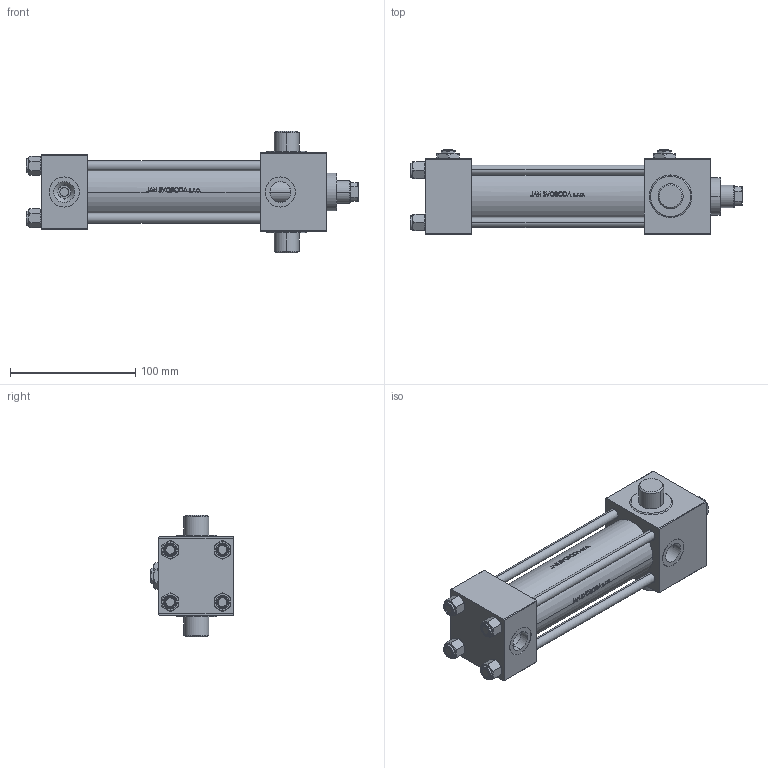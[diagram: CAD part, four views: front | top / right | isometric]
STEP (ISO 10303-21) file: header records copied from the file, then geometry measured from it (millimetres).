
FILE_DESCRIPTION (( 'STEP AP203' ), '1' );
FILE_NAME ('9447.STEP', '2022-04-16T05:14:21', ( '' ), ( '' ), 'SwSTEP 2.0', 'SolidWorks 2019', '' );
FILE_SCHEMA (( 'CONFIG_CONTROL_DESIGN' ));
Length unit declared in the file: millimetre
Products named in the file (7): V215_VC_A e6096496119e4b5eba2d6f9f4c5450b8; Zatka_pro_OIL_PORT e6096496119e4b5eba2d6f9f4c5450b8; 9447; V215CR_K_TYCINKA e6096496119e4b5eba2d6f9f4c5450b8; V215CR_K_Body e6096496119e4b5eba2d6f9f4c5450b8; NUT_M5_K e6096496119e4b5eba2d6f9f4c5450b8; V215CR_VCP_K e6096496119e4b5eba2d6f9f4c5450b8
Assembly tree (13 placements, depth 2):
  9447
    V215CR_K_Body e6096496119e4b5eba2d6f9f4c5450b8
    V215CR_VCP_K e6096496119e4b5eba2d6f9f4c5450b8
    V215CR_K_TYCINKA e6096496119e4b5eba2d6f9f4c5450b8  x4
    NUT_M5_K e6096496119e4b5eba2d6f9f4c5450b8  x4
    V215_VC_A e6096496119e4b5eba2d6f9f4c5450b8
    Zatka_pro_OIL_PORT e6096496119e4b5eba2d6f9f4c5450b8  x2
Bounding box: 265 x 67 x 97 mm (x, y, z)
Volume: 490862.9 mm3; surface area: 141949.3 mm2
Topology: 13 solids, 13 shells, 1182 faces, 2960 edges, 1895 vertices
Faces by surface type: plane 480, bspline 380, cone 174, cylinder 136, torus 12
Entity records: 49021 total; most frequent: CARTESIAN_POINT 26248, ORIENTED_EDGE 5220, DIRECTION 3248, EDGE_CURVE 2610, VERTEX_POINT 1693, LINE 1318, VECTOR 1318, EDGE_LOOP 1125
